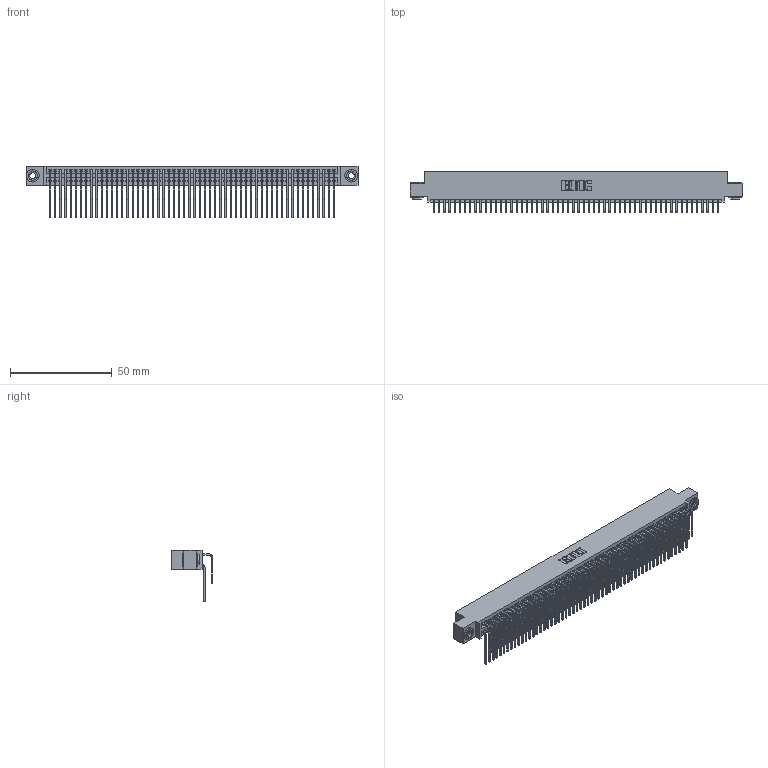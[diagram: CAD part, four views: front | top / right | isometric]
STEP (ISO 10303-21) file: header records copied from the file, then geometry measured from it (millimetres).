
FILE_DESCRIPTION (( 'STEP AP203' ), '1' );
FILE_NAME ('395-112-559-503.STEP', '2018-12-01T12:41:11', ( '' ), ( '' ), 'SwSTEP 2.0', 'SolidWorks 2016', '' );
FILE_SCHEMA (( 'CONFIG_CONTROL_DESIGN' ));
Length unit declared in the file: inch
Products named in the file (5): 345-250-002_345-250-002-102; 395-112-559-503; 345 Part_0.110 Offset - 0.156 Dia-TH; 345-292-001_559 Tail - 2; 345-292-001_558 559 Tail - 1
Assembly tree (115 placements, depth 2):
  395-112-559-503
    345 Part_0.110 Offset - 0.156 Dia-TH
    345-292-001_558 559 Tail - 1  x56
    345-292-001_559 Tail - 2  x56
    345-250-002_345-250-002-102  x2
Bounding box: 163.45 x 20.56 x 25.53 mm (x, y, z)
Volume: 16599.7 mm3; surface area: 28144.2 mm2
Topology: 115 solids, 115 shells, 5992 faces, 17789 edges, 11706 vertices
Faces by surface type: plane 4014, cylinder 1970, cone 8
Entity records: 44488 total; most frequent: CARTESIAN_POINT 7466, ORIENTED_EDGE 7342, DIRECTION 6569, EDGE_CURVE 3671, LINE 3251, VECTOR 3251, VERTEX_POINT 2442, AXIS2_PLACEMENT_3D 1659
